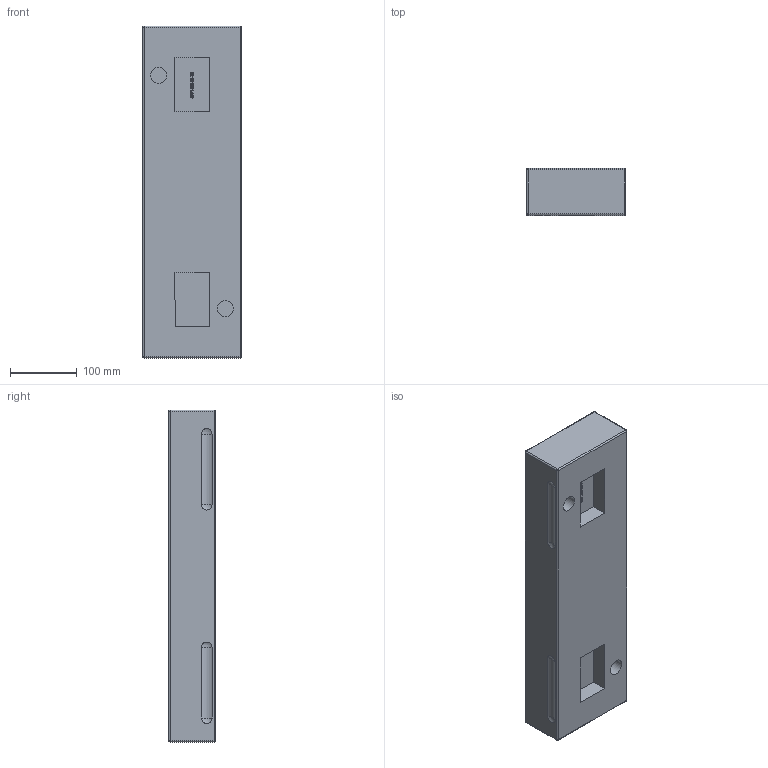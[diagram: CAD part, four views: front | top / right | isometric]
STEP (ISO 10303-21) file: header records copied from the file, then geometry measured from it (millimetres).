
FILE_DESCRIPTION((''),'2;1');
FILE_NAME('5FP1550-15-70.stp','2014-05-01T15:40:47',('Dayne Stauffer'),(''),'Autodesk Inventor 2013','Autodesk Inventor 2013','');
FILE_SCHEMA(('AUTOMOTIVE_DESIGN { 1 0 10303 214 1 1 1 1 }'));
Length unit declared in the file: millimetre
Products named in the file (1): 5FP1550-15-70
Bounding box: 148 x 70 x 498 mm (x, y, z)
Volume: 4924059.6 mm3; surface area: 252157.3 mm2
Topology: 1 solids, 1 shells, 210 faces, 533 edges, 342 vertices
Faces by surface type: plane 99, bspline 77, cylinder 18, sphere 16
Full cylindrical faces by diameter (mm): 24 x2
Entity records: 6772 total; most frequent: CARTESIAN_POINT 2230, ORIENTED_EDGE 1046, DIRECTION 681, EDGE_CURVE 523, VERTEX_POINT 342, VECTOR 325, LINE 325, EDGE_LOOP 237
